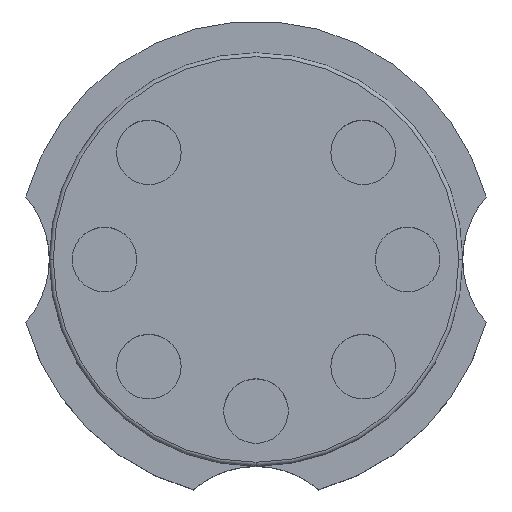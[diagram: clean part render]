
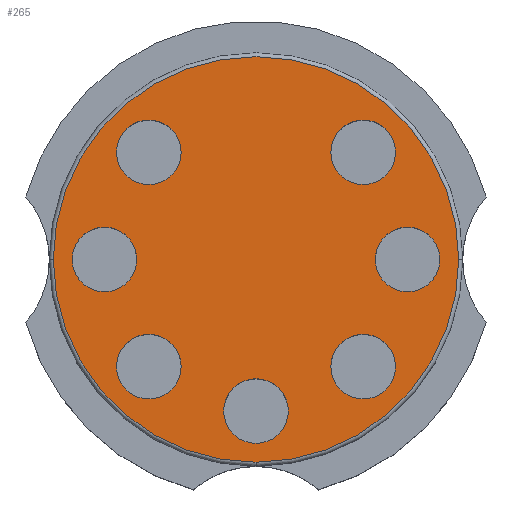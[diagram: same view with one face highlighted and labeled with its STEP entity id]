
A CAD part, top view. The second image highlights one B-rep face of the part: STEP entity #265.
In plain terms, the highlighted planar face has unit normal (0, 0, 1).
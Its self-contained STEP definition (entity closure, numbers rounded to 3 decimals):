
#90 = VERTEX_POINT('',#91);
#91 = CARTESIAN_POINT('',(-3.006,-3.369,8.03));
#100 = VERTEX_POINT('',#101);
#101 = CARTESIAN_POINT('',(9.744,-3.369,8.03));
#108 = EDGE_CURVE('',#90,#100,#109,.T.);
#109 = CIRCLE('',#110,6.375);
#110 = AXIS2_PLACEMENT_3D('',#111,#112,#113);
#111 = CARTESIAN_POINT('',(3.369,-3.369,8.03));
#112 = DIRECTION('',(0.,0.,-1.));
#113 = DIRECTION('',(-1.,0.,0.));
#158 = VERTEX_POINT('',#159);
#159 = CARTESIAN_POINT('',(3.369,-9.744,8.03));
#168 = EDGE_CURVE('',#158,#90,#169,.T.);
#169 = CIRCLE('',#170,6.375);
#170 = AXIS2_PLACEMENT_3D('',#171,#172,#173);
#171 = CARTESIAN_POINT('',(3.369,-3.369,8.03));
#172 = DIRECTION('',(0.,0.,-1.));
#173 = DIRECTION('',(0.,-1.,0.));
#220 = EDGE_CURVE('',#100,#158,#221,.T.);
#221 = CIRCLE('',#222,6.375);
#222 = AXIS2_PLACEMENT_3D('',#223,#224,#225);
#223 = CARTESIAN_POINT('',(3.369,-3.369,8.03));
#224 = DIRECTION('',(0.,0.,-1.));
#225 = DIRECTION('',(1.,0.,0.));
#265 = ADVANCED_FACE('',(#266,#271,#282,#293,#304,#315,#326,#337),#348,
.T.);
#266 = FACE_BOUND('',#267,.T.);
#267 = EDGE_LOOP('',(#268,#269,#270));
#268 = ORIENTED_EDGE('',*,*,#168,.F.);
#269 = ORIENTED_EDGE('',*,*,#220,.F.);
#270 = ORIENTED_EDGE('',*,*,#108,.F.);
#271 = FACE_BOUND('',#272,.T.);
#272 = EDGE_LOOP('',(#273));
#273 = ORIENTED_EDGE('',*,*,#274,.T.);
#274 = EDGE_CURVE('',#275,#275,#277,.T.);
#275 = VERTEX_POINT('',#276);
#276 = CARTESIAN_POINT('',(9.15,-3.369,8.03));
#277 = CIRCLE('',#278,1.016);
#278 = AXIS2_PLACEMENT_3D('',#279,#280,#281);
#279 = CARTESIAN_POINT('',(8.134,-3.369,8.03));
#280 = DIRECTION('',(0.,0.,-1.));
#281 = DIRECTION('',(1.,0.,0.));
#282 = FACE_BOUND('',#283,.T.);
#283 = EDGE_LOOP('',(#284));
#284 = ORIENTED_EDGE('',*,*,#285,.T.);
#285 = EDGE_CURVE('',#286,#286,#288,.T.);
#286 = VERTEX_POINT('',#287);
#287 = CARTESIAN_POINT('',(7.755,-6.739,8.03));
#288 = CIRCLE('',#289,1.016);
#289 = AXIS2_PLACEMENT_3D('',#290,#291,#292);
#290 = CARTESIAN_POINT('',(6.739,-6.739,8.03));
#291 = DIRECTION('',(0.,0.,-1.));
#292 = DIRECTION('',(1.,0.,0.));
#293 = FACE_BOUND('',#294,.T.);
#294 = EDGE_LOOP('',(#295));
#295 = ORIENTED_EDGE('',*,*,#296,.T.);
#296 = EDGE_CURVE('',#297,#297,#299,.T.);
#297 = VERTEX_POINT('',#298);
#298 = CARTESIAN_POINT('',(4.385,-8.134,8.03));
#299 = CIRCLE('',#300,1.016);
#300 = AXIS2_PLACEMENT_3D('',#301,#302,#303);
#301 = CARTESIAN_POINT('',(3.369,-8.134,8.03));
#302 = DIRECTION('',(0.,0.,-1.));
#303 = DIRECTION('',(1.,0.,0.));
#304 = FACE_BOUND('',#305,.T.);
#305 = EDGE_LOOP('',(#306));
#306 = ORIENTED_EDGE('',*,*,#307,.T.);
#307 = EDGE_CURVE('',#308,#308,#310,.T.);
#308 = VERTEX_POINT('',#309);
#309 = CARTESIAN_POINT('',(-0.38,-3.369,8.03));
#310 = CIRCLE('',#311,1.016);
#311 = AXIS2_PLACEMENT_3D('',#312,#313,#314);
#312 = CARTESIAN_POINT('',(-1.396,-3.369,8.03));
#313 = DIRECTION('',(0.,0.,-1.));
#314 = DIRECTION('',(1.,0.,0.));
#315 = FACE_BOUND('',#316,.T.);
#316 = EDGE_LOOP('',(#317));
#317 = ORIENTED_EDGE('',*,*,#318,.T.);
#318 = EDGE_CURVE('',#319,#319,#321,.T.);
#319 = VERTEX_POINT('',#320);
#320 = CARTESIAN_POINT('',(1.016,-6.739,8.03));
#321 = CIRCLE('',#322,1.016);
#322 = AXIS2_PLACEMENT_3D('',#323,#324,#325);
#323 = CARTESIAN_POINT('',(0.,-6.739,8.03));
#324 = DIRECTION('',(0.,0.,-1.));
#325 = DIRECTION('',(1.,0.,0.));
#326 = FACE_BOUND('',#327,.T.);
#327 = EDGE_LOOP('',(#328));
#328 = ORIENTED_EDGE('',*,*,#329,.T.);
#329 = EDGE_CURVE('',#330,#330,#332,.T.);
#330 = VERTEX_POINT('',#331);
#331 = CARTESIAN_POINT('',(7.755,0.,8.03));
#332 = CIRCLE('',#333,1.016);
#333 = AXIS2_PLACEMENT_3D('',#334,#335,#336);
#334 = CARTESIAN_POINT('',(6.739,0.,8.03));
#335 = DIRECTION('',(0.,0.,-1.));
#336 = DIRECTION('',(1.,0.,0.));
#337 = FACE_BOUND('',#338,.T.);
#338 = EDGE_LOOP('',(#339));
#339 = ORIENTED_EDGE('',*,*,#340,.T.);
#340 = EDGE_CURVE('',#341,#341,#343,.T.);
#341 = VERTEX_POINT('',#342);
#342 = CARTESIAN_POINT('',(1.016,0.,8.03));
#343 = CIRCLE('',#344,1.016);
#344 = AXIS2_PLACEMENT_3D('',#345,#346,#347);
#345 = CARTESIAN_POINT('',(0.,0.,8.03));
#346 = DIRECTION('',(0.,0.,-1.));
#347 = DIRECTION('',(1.,0.,0.));
#348 = PLANE('',#349);
#349 = AXIS2_PLACEMENT_3D('',#350,#351,#352);
#350 = CARTESIAN_POINT('',(3.369,-3.369,8.03));
#351 = DIRECTION('',(0.,0.,1.));
#352 = DIRECTION('',(0.,1.,0.));
